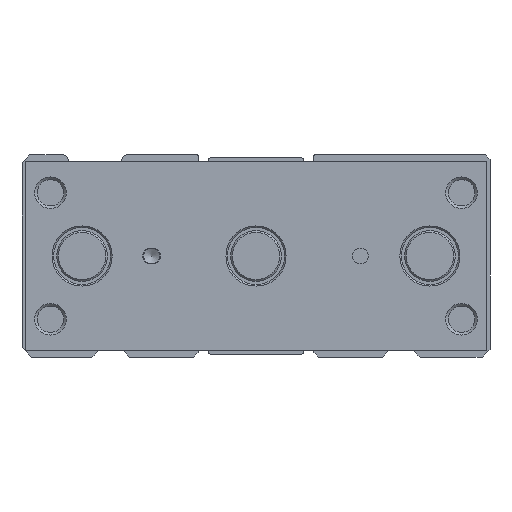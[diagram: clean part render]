
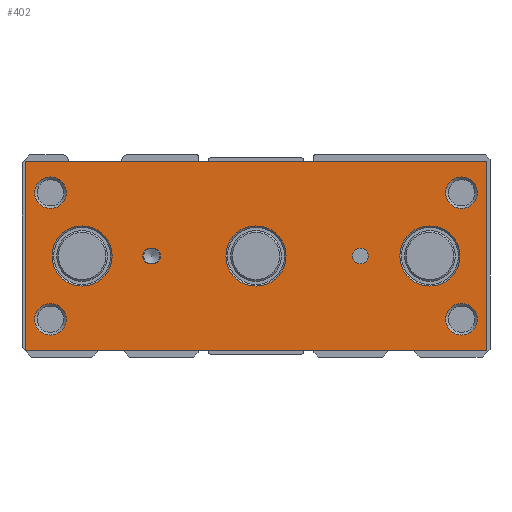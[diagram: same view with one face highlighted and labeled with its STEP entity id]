
A CAD part, left-side view. The second image highlights one B-rep face of the part: STEP entity #402.
In plain terms, the highlighted planar face has unit normal (-1, 0, 0).
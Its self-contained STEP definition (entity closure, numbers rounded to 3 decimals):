
#402 = ADVANCED_FACE( '', ( #1054, #1055, #1056, #1057, #1058, #1059, #1060, #1061, #1062, #1063 ), #1064, .F. );
#1054 = FACE_BOUND( '', #1798, .T. );
#1055 = FACE_BOUND( '', #1799, .T. );
#1056 = FACE_BOUND( '', #1800, .T. );
#1057 = FACE_BOUND( '', #1801, .T. );
#1058 = FACE_BOUND( '', #1802, .T. );
#1059 = FACE_BOUND( '', #1803, .T. );
#1060 = FACE_BOUND( '', #1804, .T. );
#1061 = FACE_BOUND( '', #1805, .T. );
#1062 = FACE_BOUND( '', #1806, .T. );
#1063 = FACE_OUTER_BOUND( '', #1807, .T. );
#1064 = PLANE( '', #1808 );
#1798 = EDGE_LOOP( '', ( #3589, #3590, #3591, #3592 ) );
#1799 = EDGE_LOOP( '', ( #3593 ) );
#1800 = EDGE_LOOP( '', ( #3594 ) );
#1801 = EDGE_LOOP( '', ( #3595 ) );
#1802 = EDGE_LOOP( '', ( #3596 ) );
#1803 = EDGE_LOOP( '', ( #3597 ) );
#1804 = EDGE_LOOP( '', ( #3598 ) );
#1805 = EDGE_LOOP( '', ( #3599 ) );
#1806 = EDGE_LOOP( '', ( #3600 ) );
#1807 = EDGE_LOOP( '', ( #3601, #3602, #3603, #3604 ) );
#1808 = AXIS2_PLACEMENT_3D( '', #3605, #3606, #3607 );
#3589 = ORIENTED_EDGE( '', *, *, #4340, .T. );
#3590 = ORIENTED_EDGE( '', *, *, #4341, .T. );
#3591 = ORIENTED_EDGE( '', *, *, #4342, .T. );
#3592 = ORIENTED_EDGE( '', *, *, #4343, .T. );
#3593 = ORIENTED_EDGE( '', *, *, #4344, .T. );
#3594 = ORIENTED_EDGE( '', *, *, #4345, .T. );
#3595 = ORIENTED_EDGE( '', *, *, #4346, .T. );
#3596 = ORIENTED_EDGE( '', *, *, #4347, .T. );
#3597 = ORIENTED_EDGE( '', *, *, #4348, .T. );
#3598 = ORIENTED_EDGE( '', *, *, #4349, .T. );
#3599 = ORIENTED_EDGE( '', *, *, #4350, .T. );
#3600 = ORIENTED_EDGE( '', *, *, #4351, .T. );
#3601 = ORIENTED_EDGE( '', *, *, #4321, .F. );
#3602 = ORIENTED_EDGE( '', *, *, #4328, .F. );
#3603 = ORIENTED_EDGE( '', *, *, #4339, .F. );
#3604 = ORIENTED_EDGE( '', *, *, #4325, .F. );
#3605 = CARTESIAN_POINT( '', ( 0., 0., 0. ) );
#3606 = DIRECTION( '', ( 1., 0., 0. ) );
#3607 = DIRECTION( '', ( 0., 0., -1. ) );
#4321 = EDGE_CURVE( '', #5195, #5196, #5197, .T. );
#4325 = EDGE_CURVE( '', #5196, #5203, #5204, .T. );
#4328 = EDGE_CURVE( '', #5208, #5195, #5209, .T. );
#4339 = EDGE_CURVE( '', #5203, #5208, #5228, .T. );
#4340 = EDGE_CURVE( '', #5229, #5230, #5231, .T. );
#4341 = EDGE_CURVE( '', #5230, #5232, #5233, .T. );
#4342 = EDGE_CURVE( '', #5232, #5234, #5235, .T. );
#4343 = EDGE_CURVE( '', #5234, #5229, #5236, .T. );
#4344 = EDGE_CURVE( '', #5237, #5237, #5238, .T. );
#4345 = EDGE_CURVE( '', #5239, #5239, #5240, .T. );
#4346 = EDGE_CURVE( '', #5241, #5241, #5242, .T. );
#4347 = EDGE_CURVE( '', #5243, #5243, #5244, .T. );
#4348 = EDGE_CURVE( '', #5245, #5245, #5246, .T. );
#4349 = EDGE_CURVE( '', #5247, #5247, #5248, .T. );
#4350 = EDGE_CURVE( '', #5249, #5249, #5250, .T. );
#4351 = EDGE_CURVE( '', #5251, #5251, #5252, .T. );
#5195 = VERTEX_POINT( '', #6371 );
#5196 = VERTEX_POINT( '', #6372 );
#5197 = LINE( '', #6373, #6374 );
#5203 = VERTEX_POINT( '', #6383 );
#5204 = LINE( '', #6384, #6385 );
#5208 = VERTEX_POINT( '', #6391 );
#5209 = LINE( '', #6392, #6393 );
#5228 = LINE( '', #6415, #6416 );
#5229 = VERTEX_POINT( '', #6417 );
#5230 = VERTEX_POINT( '', #6418 );
#5231 = CIRCLE( '', #6419, 2.5 );
#5232 = VERTEX_POINT( '', #6420 );
#5233 = LINE( '', #6421, #6422 );
#5234 = VERTEX_POINT( '', #6423 );
#5235 = CIRCLE( '', #6424, 2.5 );
#5236 = LINE( '', #6425, #6426 );
#5237 = VERTEX_POINT( '', #6427 );
#5238 = CIRCLE( '', #6428, 2.5 );
#5239 = VERTEX_POINT( '', #6429 );
#5240 = CIRCLE( '', #6430, 5. );
#5241 = VERTEX_POINT( '', #6431 );
#5242 = CIRCLE( '', #6432, 5. );
#5243 = VERTEX_POINT( '', #6433 );
#5244 = CIRCLE( '', #6434, 5. );
#5245 = VERTEX_POINT( '', #6435 );
#5246 = CIRCLE( '', #6436, 5. );
#5247 = VERTEX_POINT( '', #6437 );
#5248 = CIRCLE( '', #6438, 9.5 );
#5249 = VERTEX_POINT( '', #6439 );
#5250 = CIRCLE( '', #6440, 9.5 );
#5251 = VERTEX_POINT( '', #6441 );
#5252 = CIRCLE( '', #6442, 9.5 );
#6371 = CARTESIAN_POINT( '', ( 0., 30., -73. ) );
#6372 = CARTESIAN_POINT( '', ( 0., 30., 73. ) );
#6373 = CARTESIAN_POINT( '', ( 0., 30., -73. ) );
#6374 = VECTOR( '', #7424, 1000. );
#6383 = CARTESIAN_POINT( '', ( 0., -30., 73. ) );
#6384 = CARTESIAN_POINT( '', ( 0., 30., 73. ) );
#6385 = VECTOR( '', #7428, 1000. );
#6391 = CARTESIAN_POINT( '', ( 0., -30., -73. ) );
#6392 = CARTESIAN_POINT( '', ( 0., -30., -73. ) );
#6393 = VECTOR( '', #7431, 1000. );
#6415 = CARTESIAN_POINT( '', ( 0., -30., 73. ) );
#6416 = VECTOR( '', #7456, 1000. );
#6417 = CARTESIAN_POINT( '', ( 0., 2.5, -32.7 ) );
#6418 = CARTESIAN_POINT( '', ( 0., -2.5, -32.7 ) );
#6419 = AXIS2_PLACEMENT_3D( '', #7457, #7458, #7459 );
#6420 = CARTESIAN_POINT( '', ( 0., -2.5, -33.3 ) );
#6421 = CARTESIAN_POINT( '', ( 0., -2.5, -32.7 ) );
#6422 = VECTOR( '', #7460, 1000. );
#6423 = CARTESIAN_POINT( '', ( 0., 2.5, -33.3 ) );
#6424 = AXIS2_PLACEMENT_3D( '', #7461, #7462, #7463 );
#6425 = CARTESIAN_POINT( '', ( 0., 2.5, -33.3 ) );
#6426 = VECTOR( '', #7464, 1000. );
#6427 = CARTESIAN_POINT( '', ( 0., 0., 30.5 ) );
#6428 = AXIS2_PLACEMENT_3D( '', #7465, #7466, #7467 );
#6429 = CARTESIAN_POINT( '', ( 0., -20., -70. ) );
#6430 = AXIS2_PLACEMENT_3D( '', #7468, #7469, #7470 );
#6431 = CARTESIAN_POINT( '', ( 0., 20., 60. ) );
#6432 = AXIS2_PLACEMENT_3D( '', #7471, #7472, #7473 );
#6433 = CARTESIAN_POINT( '', ( 0., 20., -70. ) );
#6434 = AXIS2_PLACEMENT_3D( '', #7474, #7475, #7476 );
#6435 = CARTESIAN_POINT( '', ( 0., -20., 60. ) );
#6436 = AXIS2_PLACEMENT_3D( '', #7477, #7478, #7479 );
#6437 = CARTESIAN_POINT( '', ( 0., 0., -64.5 ) );
#6438 = AXIS2_PLACEMENT_3D( '', #7480, #7481, #7482 );
#6439 = CARTESIAN_POINT( '', ( 0., 0., -9.5 ) );
#6440 = AXIS2_PLACEMENT_3D( '', #7483, #7484, #7485 );
#6441 = CARTESIAN_POINT( '', ( 0., 0., 45.5 ) );
#6442 = AXIS2_PLACEMENT_3D( '', #7486, #7487, #7488 );
#7424 = DIRECTION( '', ( 0., 0., 1. ) );
#7428 = DIRECTION( '', ( 0., -1., 0. ) );
#7431 = DIRECTION( '', ( 0., 1., 0. ) );
#7456 = DIRECTION( '', ( 0., 0., -1. ) );
#7457 = CARTESIAN_POINT( '', ( 0., 0., -32.7 ) );
#7458 = DIRECTION( '', ( 1., 0., 0. ) );
#7459 = DIRECTION( '', ( 0., 0., -1. ) );
#7460 = DIRECTION( '', ( 0., 0., -1. ) );
#7461 = CARTESIAN_POINT( '', ( 0., 0., -33.3 ) );
#7462 = DIRECTION( '', ( 1., 0., 0. ) );
#7463 = DIRECTION( '', ( 0., 0., -1. ) );
#7464 = DIRECTION( '', ( 0., 0., 1. ) );
#7465 = CARTESIAN_POINT( '', ( 0., 0., 33. ) );
#7466 = DIRECTION( '', ( 1., 0., 0. ) );
#7467 = DIRECTION( '', ( 0., 0., -1. ) );
#7468 = CARTESIAN_POINT( '', ( 0., -20., -65. ) );
#7469 = DIRECTION( '', ( 1., 0., 0. ) );
#7470 = DIRECTION( '', ( 0., 0., -1. ) );
#7471 = CARTESIAN_POINT( '', ( 0., 20., 65. ) );
#7472 = DIRECTION( '', ( 1., 0., 0. ) );
#7473 = DIRECTION( '', ( 0., 0., -1. ) );
#7474 = CARTESIAN_POINT( '', ( 0., 20., -65. ) );
#7475 = DIRECTION( '', ( 1., 0., 0. ) );
#7476 = DIRECTION( '', ( 0., 0., -1. ) );
#7477 = CARTESIAN_POINT( '', ( 0., -20., 65. ) );
#7478 = DIRECTION( '', ( 1., 0., 0. ) );
#7479 = DIRECTION( '', ( 0., 0., -1. ) );
#7480 = CARTESIAN_POINT( '', ( 0., 0., -55. ) );
#7481 = DIRECTION( '', ( 1., 0., 0. ) );
#7482 = DIRECTION( '', ( 0., 0., -1. ) );
#7483 = CARTESIAN_POINT( '', ( 0., 0., 0. ) );
#7484 = DIRECTION( '', ( 1., 0., 0. ) );
#7485 = DIRECTION( '', ( 0., 0., -1. ) );
#7486 = CARTESIAN_POINT( '', ( 0., 0., 55. ) );
#7487 = DIRECTION( '', ( 1., 0., 0. ) );
#7488 = DIRECTION( '', ( 0., 0., -1. ) );
